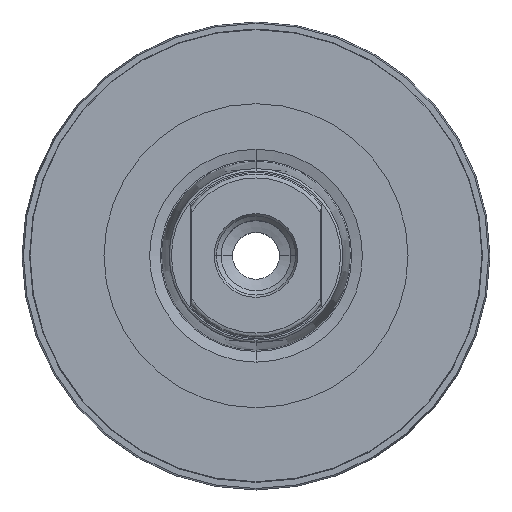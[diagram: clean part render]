
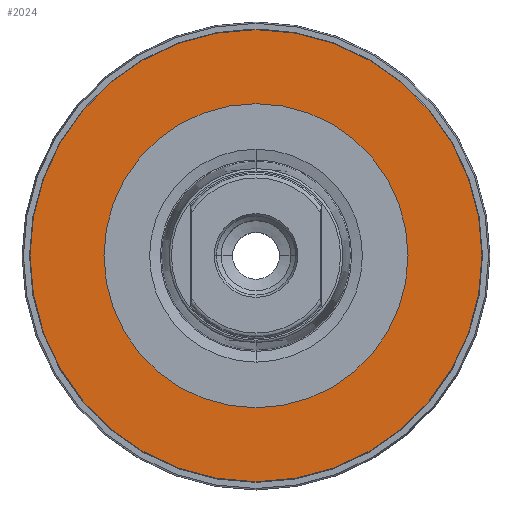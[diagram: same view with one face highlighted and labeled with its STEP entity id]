
A CAD part, top view. The second image highlights one B-rep face of the part: STEP entity #2024.
In plain terms, the highlighted planar face has unit normal (0, 0, 1).
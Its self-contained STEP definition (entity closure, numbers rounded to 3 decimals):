
#771=CARTESIAN_POINT('',(0.,0.,-0.3));
#772=DIRECTION('',(0.,0.,1.));
#773=DIRECTION('',(0.,1.,0.));
#774=AXIS2_PLACEMENT_3D('',#771,#772,#773);
#779=CARTESIAN_POINT('',(0.,0.,-0.3));
#780=DIRECTION('',(0.,0.,-1.));
#781=DIRECTION('',(0.,1.,0.));
#782=AXIS2_PLACEMENT_3D('',#779,#780,#781);
#787=CARTESIAN_POINT('',(0.,0.,-0.3));
#788=DIRECTION('',(0.,0.,-1.));
#789=DIRECTION('',(0.,1.,0.));
#790=AXIS2_PLACEMENT_3D('',#787,#788,#789);
#1107=CARTESIAN_POINT('',(0.,0.,-0.3));
#1108=DIRECTION('',(0.,0.,1.));
#1109=DIRECTION('',(0.,1.,0.));
#1110=AXIS2_PLACEMENT_3D('',#1107,#1108,#1109);
#1265=CARTESIAN_POINT('',(0.,19.5,-0.3));
#1266=CARTESIAN_POINT('',(0.,-19.5,-0.3));
#1267=VERTEX_POINT('',#1265);
#1268=VERTEX_POINT('',#1266);
#1269=CARTESIAN_POINT('',(0.,28.992,-0.3));
#1270=CARTESIAN_POINT('',(0.,-28.992,-0.3));
#1271=VERTEX_POINT('',#1269);
#1272=VERTEX_POINT('',#1270);
#2009=CARTESIAN_POINT('',(0.,0.,-0.3));
#2010=DIRECTION('',(0.,0.,-1.));
#2011=DIRECTION('',(0.,-1.,0.));
#2012=AXIS2_PLACEMENT_3D('',#2009,#2010,#2011);
#2013=PLANE('',#2012);
#2015=ORIENTED_EDGE('',*,*,#2014,.T.);
#2017=ORIENTED_EDGE('',*,*,#2016,.F.);
#2018=EDGE_LOOP('',(#2015,#2017));
#2019=FACE_OUTER_BOUND('',#2018,.F.);
#2020=ORIENTED_EDGE('',*,*,#2004,.T.);
#2021=ORIENTED_EDGE('',*,*,#1988,.F.);
#2022=EDGE_LOOP('',(#2020,#2021));
#2023=FACE_BOUND('',#2022,.F.);
#775=CIRCLE('',#774,19.5);
#783=CIRCLE('',#782,19.5);
#791=CIRCLE('',#790,28.992);
#1111=CIRCLE('',#1110,28.992);
#1988=EDGE_CURVE('',#1267,#1268,#783,.T.);
#2004=EDGE_CURVE('',#1267,#1268,#775,.T.);
#2014=EDGE_CURVE('',#1271,#1272,#791,.T.);
#2016=EDGE_CURVE('',#1271,#1272,#1111,.T.);
#2024=ADVANCED_FACE('',(#2019,#2023),#2013,.F.);
